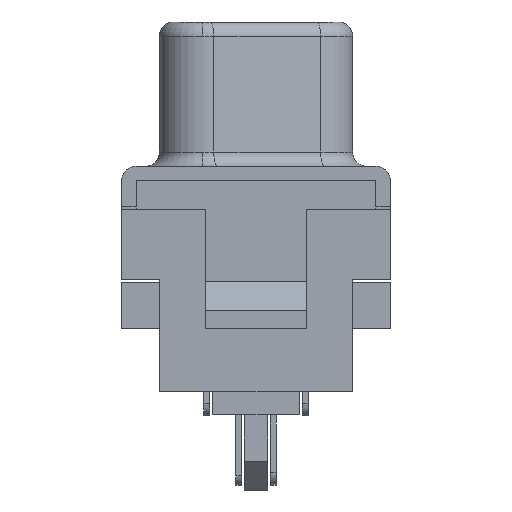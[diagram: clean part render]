
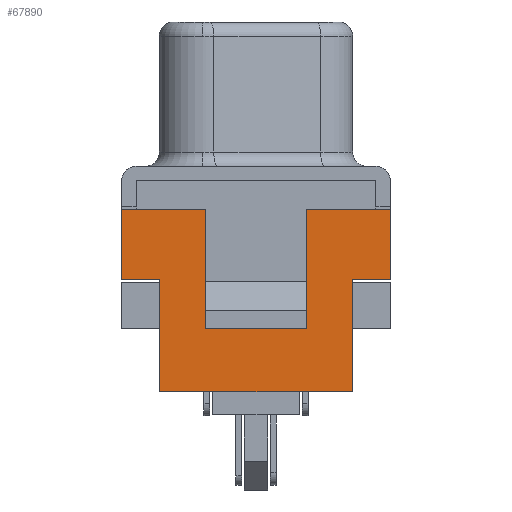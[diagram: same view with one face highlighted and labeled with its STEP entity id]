
A CAD part, left-side view. The second image highlights one B-rep face of the part: STEP entity #67890.
In plain terms, the highlighted planar face has unit normal (-1, 0, 0).
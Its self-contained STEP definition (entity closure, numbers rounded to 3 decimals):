
#68 = ORIENTED_EDGE ( 'NONE', *, *, #25953, .F. ) ;
#1476 = CARTESIAN_POINT ( 'NONE',  ( -25.4, 1.75, 5.6 ) ) ;
#1635 = CARTESIAN_POINT ( 'NONE',  ( -25.4, -1.75, 5.6 ) ) ;
#2029 = DIRECTION ( 'NONE',  ( 0., -1., 0. ) ) ;
#2322 = ORIENTED_EDGE ( 'NONE', *, *, #11904, .T. ) ;
#2407 = VERTEX_POINT ( 'NONE', #30033 ) ;
#2666 = LINE ( 'NONE', #17783, #43518 ) ;
#2726 = EDGE_CURVE ( 'NONE', #5300, #53379, #55638, .T. ) ;
#2818 = EDGE_CURVE ( 'NONE', #60830, #2407, #39807, .T. ) ;
#3378 = ORIENTED_EDGE ( 'NONE', *, *, #45833, .T. ) ;
#4957 = CARTESIAN_POINT ( 'NONE',  ( -25.4, -3.325, 3.4 ) ) ;
#5300 = VERTEX_POINT ( 'NONE', #35349 ) ;
#5473 = CARTESIAN_POINT ( 'NONE',  ( -25.4, -4.65, 16.2 ) ) ;
#5798 = VECTOR ( 'NONE', #49934, 1000. ) ;
#7025 = DIRECTION ( 'NONE',  ( 0., -1., 0. ) ) ;
#7455 = DIRECTION ( 'NONE',  ( 0., 0., -1. ) ) ;
#7790 = VERTEX_POINT ( 'NONE', #20095 ) ;
#8425 = EDGE_CURVE ( 'NONE', #2407, #15305, #43539, .T. ) ;
#8883 = LINE ( 'NONE', #14499, #31388 ) ;
#9921 = DIRECTION ( 'NONE',  ( 0., 0., -1. ) ) ;
#11340 = DIRECTION ( 'NONE',  ( 0., 0., -1. ) ) ;
#11381 = VECTOR ( 'NONE', #55279, 1000. ) ;
#11748 = CARTESIAN_POINT ( 'NONE',  ( -25.4, -4.65, 7.3 ) ) ;
#11904 = EDGE_CURVE ( 'NONE', #60830, #14185, #52592, .T. ) ;
#12421 = EDGE_CURVE ( 'NONE', #19552, #22346, #33494, .T. ) ;
#13081 = CARTESIAN_POINT ( 'NONE',  ( -25.4, 3.325, 7.3 ) ) ;
#13330 = CARTESIAN_POINT ( 'NONE',  ( -25.4, 3.325, 3.4 ) ) ;
#13360 = EDGE_LOOP ( 'NONE', ( #62028, #19549, #62670, #32818, #47007, #68, #32341, #27992, #2322, #3378, #38203, #29755 ) ) ;
#14185 = VERTEX_POINT ( 'NONE', #1476 ) ;
#14499 = CARTESIAN_POINT ( 'NONE',  ( -25.4, -4.65, 16.2 ) ) ;
#15305 = VERTEX_POINT ( 'NONE', #38498 ) ;
#15621 = EDGE_CURVE ( 'NONE', #66792, #20832, #52843, .T. ) ;
#16019 = DIRECTION ( 'NONE',  ( 0., 1., 0. ) ) ;
#16286 = VECTOR ( 'NONE', #16019, 1000. ) ;
#17313 = CARTESIAN_POINT ( 'NONE',  ( -25.4, 4.65, 16.2 ) ) ;
#17783 = CARTESIAN_POINT ( 'NONE',  ( -25.4, 1.75, 9.8 ) ) ;
#18483 = DIRECTION ( 'NONE',  ( 0., -1., 0. ) ) ;
#19549 = ORIENTED_EDGE ( 'NONE', *, *, #12421, .T. ) ;
#19552 = VERTEX_POINT ( 'NONE', #13081 ) ;
#20095 = CARTESIAN_POINT ( 'NONE',  ( -25.4, -3.325, 3.4 ) ) ;
#20832 = VERTEX_POINT ( 'NONE', #11748 ) ;
#22346 = VERTEX_POINT ( 'NONE', #67356 ) ;
#23071 = LINE ( 'NONE', #45893, #66697 ) ;
#25058 = LINE ( 'NONE', #35942, #63627 ) ;
#25953 = EDGE_CURVE ( 'NONE', #15305, #20832, #8883, .T. ) ;
#27628 = DIRECTION ( 'NONE',  ( 1., 0., 0. ) ) ;
#27992 = ORIENTED_EDGE ( 'NONE', *, *, #2818, .F. ) ;
#29755 = ORIENTED_EDGE ( 'NONE', *, *, #2726, .T. ) ;
#30033 = CARTESIAN_POINT ( 'NONE',  ( -25.4, -1.75, 9.7 ) ) ;
#30414 = EDGE_CURVE ( 'NONE', #19552, #53379, #25058, .T. ) ;
#31388 = VECTOR ( 'NONE', #9921, 1000. ) ;
#32214 = PLANE ( 'NONE',  #55398 ) ;
#32341 = ORIENTED_EDGE ( 'NONE', *, *, #8425, .F. ) ;
#32818 = ORIENTED_EDGE ( 'NONE', *, *, #55430, .T. ) ;
#33494 = LINE ( 'NONE', #13330, #38772 ) ;
#33746 = CARTESIAN_POINT ( 'NONE',  ( -25.4, -4.15, 7.3 ) ) ;
#35349 = CARTESIAN_POINT ( 'NONE',  ( -25.4, 4.65, 9.7 ) ) ;
#35942 = CARTESIAN_POINT ( 'NONE',  ( -25.4, 4.15, 7.3 ) ) ;
#35973 = EDGE_CURVE ( 'NONE', #22346, #7790, #23071, .T. ) ;
#36614 = DIRECTION ( 'NONE',  ( 0., 0., 1. ) ) ;
#38203 = ORIENTED_EDGE ( 'NONE', *, *, #41777, .T. ) ;
#38454 = VECTOR ( 'NONE', #7025, 1000. ) ;
#38498 = CARTESIAN_POINT ( 'NONE',  ( -25.4, -4.65, 9.7 ) ) ;
#38772 = VECTOR ( 'NONE', #11340, 1000. ) ;
#39229 = DIRECTION ( 'NONE',  ( 0., 0., 1. ) ) ;
#39807 = LINE ( 'NONE', #43675, #11381 ) ;
#40173 = DIRECTION ( 'NONE',  ( 0., 1., 0. ) ) ;
#41777 = EDGE_CURVE ( 'NONE', #53620, #5300, #50974, .T. ) ;
#42062 = CARTESIAN_POINT ( 'NONE',  ( -25.4, -1.75, 5.6 ) ) ;
#42581 = CARTESIAN_POINT ( 'NONE',  ( -25.4, 4.65, 7.3 ) ) ;
#43518 = VECTOR ( 'NONE', #39229, 1000. ) ;
#43539 = LINE ( 'NONE', #44913, #65240 ) ;
#43675 = CARTESIAN_POINT ( 'NONE',  ( -25.4, -1.75, 9.8 ) ) ;
#44913 = CARTESIAN_POINT ( 'NONE',  ( -25.4, -4.15, 9.7 ) ) ;
#45833 = EDGE_CURVE ( 'NONE', #14185, #53620, #2666, .T. ) ;
#45893 = CARTESIAN_POINT ( 'NONE',  ( -25.4, -3.325, 3.4 ) ) ;
#47007 = ORIENTED_EDGE ( 'NONE', *, *, #15621, .T. ) ;
#49934 = DIRECTION ( 'NONE',  ( 0., 1., 0. ) ) ;
#50358 = FACE_OUTER_BOUND ( 'NONE', #13360, .T. ) ;
#50608 = CARTESIAN_POINT ( 'NONE',  ( -25.4, 4.15, 9.7 ) ) ;
#50974 = LINE ( 'NONE', #50608, #5798 ) ;
#51337 = CARTESIAN_POINT ( 'NONE',  ( -25.4, 1.75, 9.7 ) ) ;
#51397 = CARTESIAN_POINT ( 'NONE',  ( -25.4, -3.325, 7.3 ) ) ;
#52592 = LINE ( 'NONE', #42062, #16286 ) ;
#52843 = LINE ( 'NONE', #33746, #38454 ) ;
#53146 = VECTOR ( 'NONE', #36614, 1000. ) ;
#53379 = VERTEX_POINT ( 'NONE', #42581 ) ;
#53620 = VERTEX_POINT ( 'NONE', #51337 ) ;
#53796 = LINE ( 'NONE', #4957, #53146 ) ;
#55279 = DIRECTION ( 'NONE',  ( 0., 0., 1. ) ) ;
#55398 = AXIS2_PLACEMENT_3D ( 'NONE', #5473, #27628, #59273 ) ;
#55430 = EDGE_CURVE ( 'NONE', #7790, #66792, #53796, .T. ) ;
#55638 = LINE ( 'NONE', #17313, #62048 ) ;
#59273 = DIRECTION ( 'NONE',  ( 0., 0., -1. ) ) ;
#60830 = VERTEX_POINT ( 'NONE', #1635 ) ;
#62028 = ORIENTED_EDGE ( 'NONE', *, *, #30414, .F. ) ;
#62048 = VECTOR ( 'NONE', #7455, 1000. ) ;
#62670 = ORIENTED_EDGE ( 'NONE', *, *, #35973, .T. ) ;
#63627 = VECTOR ( 'NONE', #40173, 1000. ) ;
#65240 = VECTOR ( 'NONE', #2029, 1000. ) ;
#66697 = VECTOR ( 'NONE', #18483, 1000. ) ;
#66792 = VERTEX_POINT ( 'NONE', #51397 ) ;
#67356 = CARTESIAN_POINT ( 'NONE',  ( -25.4, 3.325, 3.4 ) ) ;
#67890 = ADVANCED_FACE ( 'NONE', ( #50358 ), #32214, .F. ) ;
